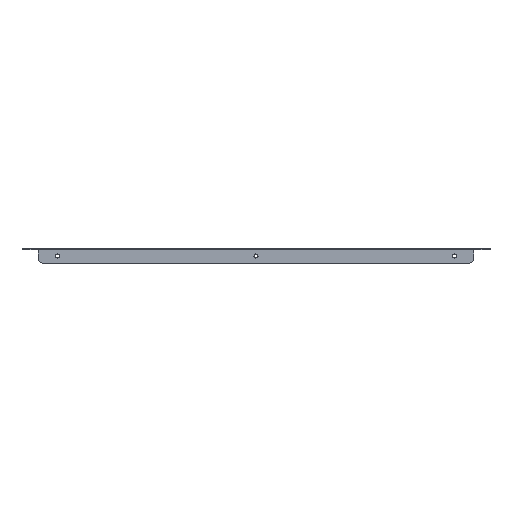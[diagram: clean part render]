
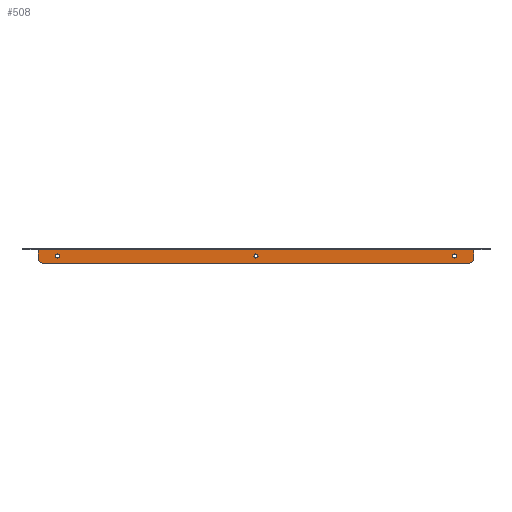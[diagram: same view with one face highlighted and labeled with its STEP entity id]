
A CAD part, front view. The second image highlights one B-rep face of the part: STEP entity #508.
In plain terms, the highlighted planar face has unit normal (0, -1, 0).
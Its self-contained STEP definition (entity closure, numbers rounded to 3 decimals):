
#7 = DIRECTION ( 'NONE',  ( 0., 1., 0. ) ) ;
#11 = DIRECTION ( 'NONE',  ( 0., 0., 1. ) ) ;
#19 = LINE ( 'NONE', #217, #610 ) ;
#34 = CARTESIAN_POINT ( 'NONE',  ( 0., -99.8, 0. ) ) ;
#60 = DIRECTION ( 'NONE',  ( 0., 0., -1. ) ) ;
#141 = VERTEX_POINT ( 'NONE', #691 ) ;
#183 = ORIENTED_EDGE ( 'NONE', *, *, #500, .T. ) ;
#217 = CARTESIAN_POINT ( 'NONE',  ( -228.796, -99.8, -0.919 ) ) ;
#232 = AXIS2_PLACEMENT_3D ( 'NONE', #301, #457, #11 ) ;
#297 = ORIENTED_EDGE ( 'NONE', *, *, #640, .T. ) ;
#301 = CARTESIAN_POINT ( 'NONE',  ( -206.25, -99.8, -7.5 ) ) ;
#308 = EDGE_CURVE ( 'NONE', #1448, #964, #566, .T. ) ;
#317 = ORIENTED_EDGE ( 'NONE', *, *, #362, .T. ) ;
#330 = AXIS2_PLACEMENT_3D ( 'NONE', #1009, #1429, #584 ) ;
#344 = DIRECTION ( 'NONE',  ( 0., 0., 1. ) ) ;
#362 = EDGE_CURVE ( 'NONE', #141, #1128, #481, .T. ) ;
#373 = DIRECTION ( 'NONE',  ( 1., 0., 0. ) ) ;
#379 = VERTEX_POINT ( 'NONE', #1437 ) ;
#457 = DIRECTION ( 'NONE',  ( 0., 1., 0. ) ) ;
#481 = LINE ( 'NONE', #1588, #1527 ) ;
#500 = EDGE_CURVE ( 'NONE', #1063, #1063, #1049, .T. ) ;
#508 = ADVANCED_FACE ( 'NONE', ( #1315, #1374, #900, #1823 ), #1310, .F. ) ;
#530 = EDGE_LOOP ( 'NONE', ( #297, #1251, #1338, #1790, #317, #1276 ) ) ;
#547 = EDGE_LOOP ( 'NONE', ( #1139 ) ) ;
#557 = CARTESIAN_POINT ( 'NONE',  ( -221.25, -99.8, -15. ) ) ;
#566 = LINE ( 'NONE', #851, #958 ) ;
#584 = DIRECTION ( 'NONE',  ( 0., 0., 1. ) ) ;
#609 = EDGE_CURVE ( 'NONE', #379, #379, #742, .T. ) ;
#610 = VECTOR ( 'NONE', #373, 1000. ) ;
#626 = CARTESIAN_POINT ( 'NONE',  ( 0., -99.8, -7.5 ) ) ;
#640 = EDGE_CURVE ( 'NONE', #913, #1768, #873, .T. ) ;
#667 = EDGE_CURVE ( 'NONE', #964, #141, #1524, .T. ) ;
#674 = CARTESIAN_POINT ( 'NONE',  ( 221.25, -99.8, -15. ) ) ;
#681 = EDGE_LOOP ( 'NONE', ( #183 ) ) ;
#687 = VERTEX_POINT ( 'NONE', #1734 ) ;
#691 = CARTESIAN_POINT ( 'NONE',  ( 226.25, -99.8, -10. ) ) ;
#742 = CIRCLE ( 'NONE', #1667, 2.1 ) ;
#820 = CARTESIAN_POINT ( 'NONE',  ( -226.25, -99.8, -0.919 ) ) ;
#851 = CARTESIAN_POINT ( 'NONE',  ( 0., -99.8, -15. ) ) ;
#873 = LINE ( 'NONE', #1787, #1847 ) ;
#900 = FACE_BOUND ( 'NONE', #1239, .T. ) ;
#907 = DIRECTION ( 'NONE',  ( 0., 1., 0. ) ) ;
#913 = VERTEX_POINT ( 'NONE', #820 ) ;
#915 = CARTESIAN_POINT ( 'NONE',  ( 221.25, -99.8, -10. ) ) ;
#931 = ORIENTED_EDGE ( 'NONE', *, *, #1076, .T. ) ;
#957 = AXIS2_PLACEMENT_3D ( 'NONE', #1475, #1320, #1604 ) ;
#958 = VECTOR ( 'NONE', #1301, 1000. ) ;
#964 = VERTEX_POINT ( 'NONE', #674 ) ;
#1009 = CARTESIAN_POINT ( 'NONE',  ( 206.25, -99.8, -7.5 ) ) ;
#1019 = DIRECTION ( 'NONE',  ( 0., 0., 1. ) ) ;
#1049 = CIRCLE ( 'NONE', #232, 2.1 ) ;
#1063 = VERTEX_POINT ( 'NONE', #1305 ) ;
#1070 = CIRCLE ( 'NONE', #330, 2.1 ) ;
#1076 = EDGE_CURVE ( 'NONE', #687, #687, #1070, .T. ) ;
#1099 = AXIS2_PLACEMENT_3D ( 'NONE', #34, #7, #1456 ) ;
#1128 = VERTEX_POINT ( 'NONE', #1877 ) ;
#1139 = ORIENTED_EDGE ( 'NONE', *, *, #609, .T. ) ;
#1222 = EDGE_CURVE ( 'NONE', #1768, #1448, #1621, .T. ) ;
#1239 = EDGE_LOOP ( 'NONE', ( #931 ) ) ;
#1251 = ORIENTED_EDGE ( 'NONE', *, *, #1222, .T. ) ;
#1276 = ORIENTED_EDGE ( 'NONE', *, *, #1747, .F. ) ;
#1301 = DIRECTION ( 'NONE',  ( 1., 0., 0. ) ) ;
#1305 = CARTESIAN_POINT ( 'NONE',  ( -206.25, -99.8, -5.4 ) ) ;
#1310 = PLANE ( 'NONE',  #1099 ) ;
#1315 = FACE_BOUND ( 'NONE', #681, .T. ) ;
#1320 = DIRECTION ( 'NONE',  ( 0., -1., 0. ) ) ;
#1338 = ORIENTED_EDGE ( 'NONE', *, *, #308, .T. ) ;
#1374 = FACE_BOUND ( 'NONE', #547, .T. ) ;
#1429 = DIRECTION ( 'NONE',  ( 0., 1., 0. ) ) ;
#1437 = CARTESIAN_POINT ( 'NONE',  ( 0., -99.8, -5.4 ) ) ;
#1448 = VERTEX_POINT ( 'NONE', #557 ) ;
#1456 = DIRECTION ( 'NONE',  ( 0., 0., 1. ) ) ;
#1475 = CARTESIAN_POINT ( 'NONE',  ( -221.25, -99.8, -10. ) ) ;
#1524 = CIRCLE ( 'NONE', #1695, 5. ) ;
#1527 = VECTOR ( 'NONE', #1019, 1000. ) ;
#1588 = CARTESIAN_POINT ( 'NONE',  ( 226.25, -99.8, 0. ) ) ;
#1604 = DIRECTION ( 'NONE',  ( 0., 0., 1. ) ) ;
#1616 = DIRECTION ( 'NONE',  ( 0., 0., 1. ) ) ;
#1621 = CIRCLE ( 'NONE', #957, 5. ) ;
#1636 = DIRECTION ( 'NONE',  ( 0., -1., 0. ) ) ;
#1667 = AXIS2_PLACEMENT_3D ( 'NONE', #626, #907, #344 ) ;
#1695 = AXIS2_PLACEMENT_3D ( 'NONE', #915, #1636, #1616 ) ;
#1734 = CARTESIAN_POINT ( 'NONE',  ( 206.25, -99.8, -5.4 ) ) ;
#1747 = EDGE_CURVE ( 'NONE', #913, #1128, #19, .T. ) ;
#1768 = VERTEX_POINT ( 'NONE', #1828 ) ;
#1787 = CARTESIAN_POINT ( 'NONE',  ( -226.25, -99.8, 0. ) ) ;
#1790 = ORIENTED_EDGE ( 'NONE', *, *, #667, .T. ) ;
#1823 = FACE_OUTER_BOUND ( 'NONE', #530, .T. ) ;
#1828 = CARTESIAN_POINT ( 'NONE',  ( -226.25, -99.8, -10. ) ) ;
#1847 = VECTOR ( 'NONE', #60, 1000. ) ;
#1877 = CARTESIAN_POINT ( 'NONE',  ( 226.25, -99.8, -0.919 ) ) ;
